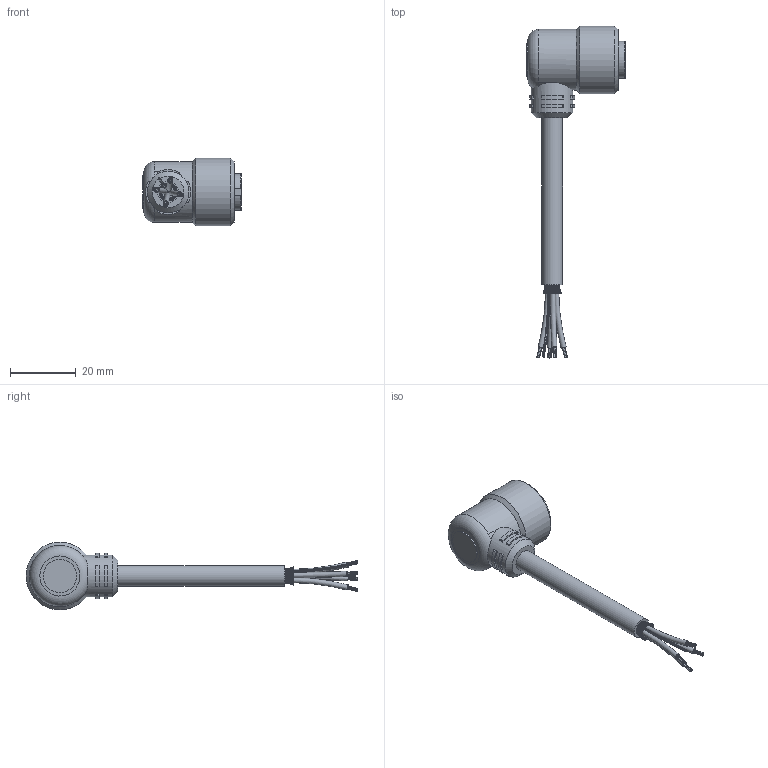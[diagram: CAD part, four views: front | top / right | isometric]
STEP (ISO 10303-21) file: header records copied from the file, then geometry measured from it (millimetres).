
FILE_DESCRIPTION(/* description */ (''),/* implementation_level */ '2;1');
FILE_NAME(/* name */ 'A3E.stp',/* time_stamp */ '2017-04-28T17:14:41-04:00',/* author */ ('aneininger'),/* organization */ (''),/* preprocessor_version */ 'ST-DEVELOPER v16.5',/* originating_system */ 'Autodesk Inventor 2017',/* authorisation */ '');
FILE_SCHEMA (('AUTOMOTIVE_DESIGN { 1 0 10303 214 3 1 1 }'));
Length unit declared in the file: inch
Products named in the file (1): A3E
Bounding box: 30.02 x 100.99 x 20.62 mm (x, y, z)
Volume: 2.9 mm3; surface area: 6299.6 mm2
Topology: 16 solids, 21 shells, 1329 faces, 3614 edges, 2047 vertices
Faces by surface type: cylinder 438, plane 422, bspline 413, torus 50, cone 6
Full cylindrical faces by diameter (mm): 0.128 x19, 0.203 x96, 1.575 x4, 2.235 x3, 2.54 x3, 3.937 x1, 4.572 x1, 6.35 x1, 10.16 x1, 12.7 x1, 15.875 x1, 18.542 x1, 20.625 x1
Entity records: 59460 total; most frequent: CARTESIAN_POINT 25523, ORIENTED_EDGE 7290, DIRECTION 7207, AXIS2_PLACEMENT_3D 3443, EDGE_CURVE 3425, CIRCLE 2263, VERTEX_POINT 1979, EDGE_LOOP 1576
